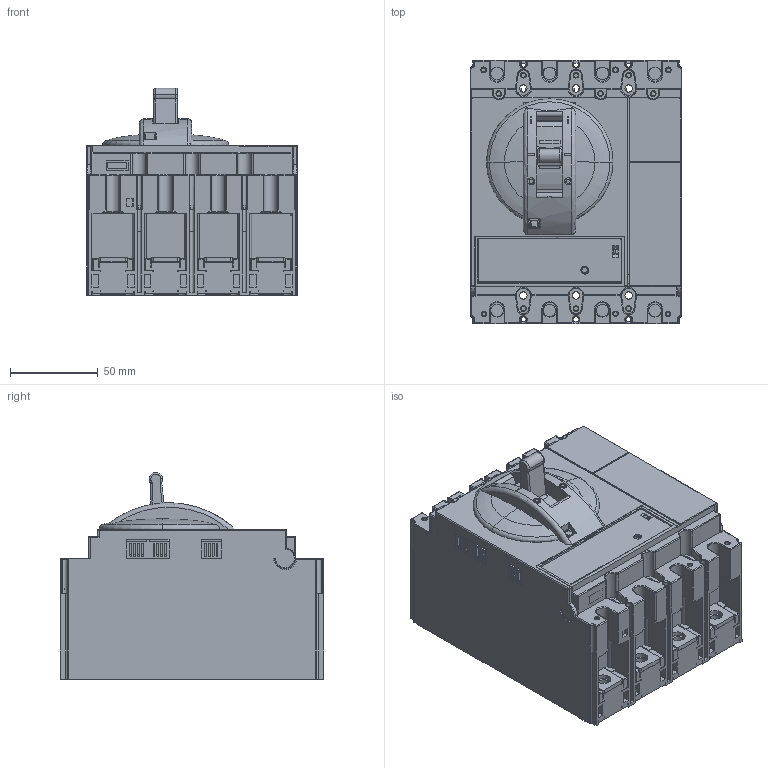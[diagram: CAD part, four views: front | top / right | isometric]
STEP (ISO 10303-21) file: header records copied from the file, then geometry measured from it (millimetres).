
FILE_DESCRIPTION (( 'STEP AP203' ), '1' );
FILE_NAME ('Ñáîðêà656.STEP', '2023-11-15T10:12:18', ( '' ), ( '' ), 'SwSTEP 2.0', 'SolidWorks 2022', '' );
FILE_SCHEMA (( 'CONFIG_CONTROL_DESIGN' ));
Length unit declared in the file: millimetre
Products named in the file (5): Сборка656; CM5Z-125 四极.sldasm-Part-2.STEP; 123.STEP; 123; CM5Z-125 四极.sldasm-Part-1.STEP
Assembly tree (4 placements, depth 4):
  Сборка656
    123
      123.STEP
        CM5Z-125 四极.sldasm-Part-1.STEP
        CM5Z-125 四极.sldasm-Part-2.STEP
Bounding box: 120 x 150 x 118.18 mm (x, y, z)
Volume: 1340663.3 mm3; surface area: 170294.7 mm2
Topology: 2 solids, 35 shells, 4078 faces, 11123 edges, 7083 vertices
Faces by surface type: plane 2209, cylinder 1353, torus 305, sphere 91, cone 69, bspline 51
Entity records: 132691 total; most frequent: CARTESIAN_POINT 27323, DIRECTION 22183, ORIENTED_EDGE 22092, EDGE_CURVE 11046, AXIS2_PLACEMENT_3D 7525, VECTOR 7133, LINE 7133, VERTEX_POINT 7083
